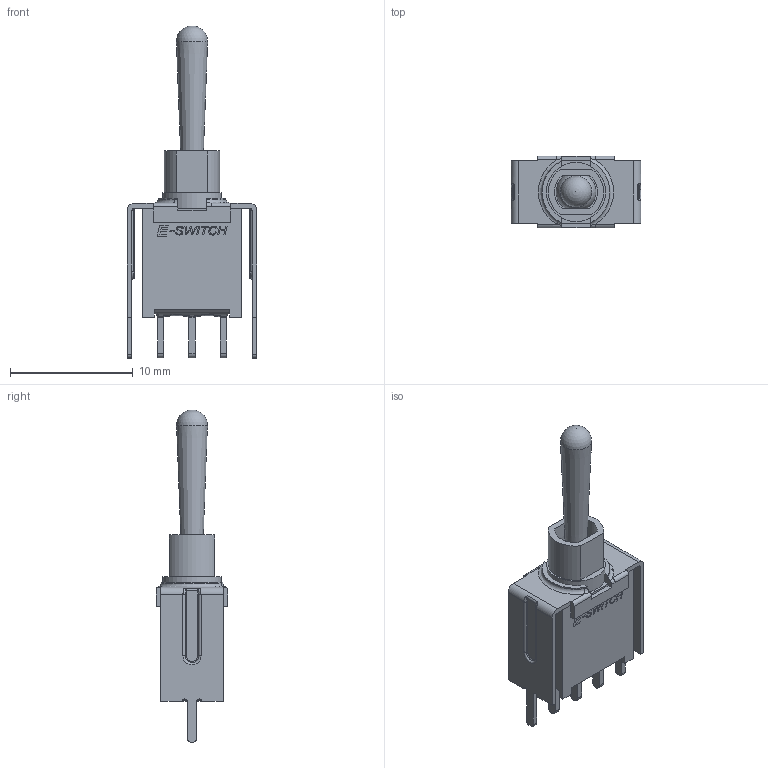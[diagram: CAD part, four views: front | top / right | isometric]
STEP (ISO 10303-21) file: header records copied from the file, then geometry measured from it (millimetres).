
FILE_DESCRIPTION(/* description */ (''),/* implementation_level */ '2;1');
FILE_NAME(/* name */ '200AWMSPxT1A1VS2xE.stp',/* time_stamp */ '2021-09-09T09:10:45-05:00',/* author */ ('mwilliams'),/* organization */ (''),/* preprocessor_version */ 'ST-DEVELOPER v18',/* originating_system */ 'Autodesk Inventor 2020',/* authorisation */ '');
FILE_SCHEMA (('AUTOMOTIVE_DESIGN { 1 0 10303 214 3 1 1 }'));
Length unit declared in the file: inch
Products named in the file (1): T202002_Shrinkwrap_1
Bounding box: 10.56 x 5.84 x 27 mm (x, y, z)
Volume: 515.1 mm3; surface area: 981 mm2
Topology: 5 solids, 5 shells, 300 faces, 808 edges, 520 vertices
Faces by surface type: plane 161, bspline 68, cylinder 56, torus 12, sphere 2, cone 1
Full cylindrical faces by diameter (mm): 4.8 x1
Entity records: 10702 total; most frequent: CARTESIAN_POINT 3597, ORIENTED_EDGE 1604, DIRECTION 1228, EDGE_CURVE 802, VERTEX_POINT 520, LINE 512, VECTOR 512, AXIS2_PLACEMENT_3D 358
